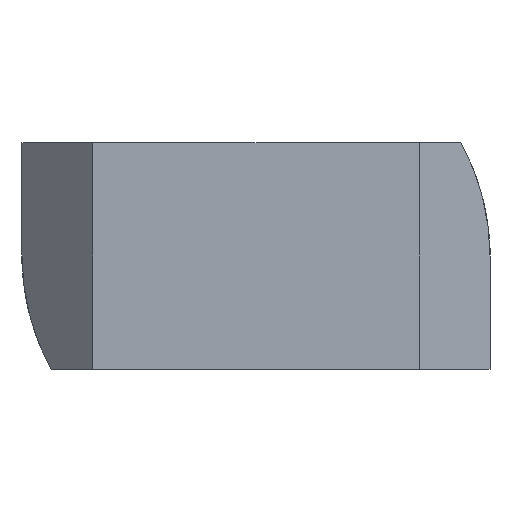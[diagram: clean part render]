
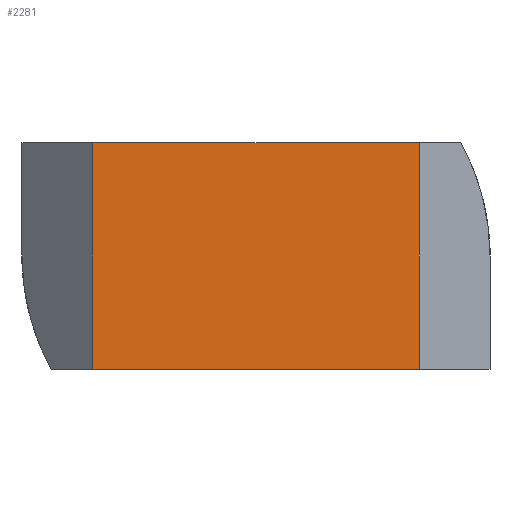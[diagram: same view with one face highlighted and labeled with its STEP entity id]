
A CAD part, front view. The second image highlights one B-rep face of the part: STEP entity #2281.
In plain terms, the highlighted planar face has unit normal (0, -1, 0).
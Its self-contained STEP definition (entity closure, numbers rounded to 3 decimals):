
#20 = VERTEX_POINT ( 'NONE', #2787 ) ;
#161 = DIRECTION ( 'NONE',  ( 1., 0., 0. ) ) ;
#235 = VECTOR ( 'NONE', #1437, 1000. ) ;
#263 = EDGE_CURVE ( 'NONE', #1779, #20, #1619, .T. ) ;
#279 = DIRECTION ( 'NONE',  ( 0., 0., -1. ) ) ;
#357 = CARTESIAN_POINT ( 'NONE',  ( 0., -6.5, 4. ) ) ;
#372 = VERTEX_POINT ( 'NONE', #1205 ) ;
#389 = ORIENTED_EDGE ( 'NONE', *, *, #263, .T. ) ;
#605 = CARTESIAN_POINT ( 'NONE',  ( 0., -6.5, -4. ) ) ;
#990 = EDGE_CURVE ( 'NONE', #20, #2222, #1703, .T. ) ;
#1098 = DIRECTION ( 'NONE',  ( 0., 0., -1. ) ) ;
#1205 = CARTESIAN_POINT ( 'NONE',  ( 5.75, -6.5, 4. ) ) ;
#1303 = PLANE ( 'NONE',  #1904 ) ;
#1401 = CARTESIAN_POINT ( 'NONE',  ( -5.75, -6.5, -4. ) ) ;
#1437 = DIRECTION ( 'NONE',  ( 1., 0., 0. ) ) ;
#1454 = CARTESIAN_POINT ( 'NONE',  ( 5.75, -6.5, -4. ) ) ;
#1532 = LINE ( 'NONE', #357, #2081 ) ;
#1619 = LINE ( 'NONE', #1401, #2763 ) ;
#1703 = LINE ( 'NONE', #605, #235 ) ;
#1779 = VERTEX_POINT ( 'NONE', #2648 ) ;
#1785 = CARTESIAN_POINT ( 'NONE',  ( -5.75, -6.5, -4. ) ) ;
#1792 = ORIENTED_EDGE ( 'NONE', *, *, #2889, .F. ) ;
#1904 = AXIS2_PLACEMENT_3D ( 'NONE', #1785, #2696, #1098 ) ;
#1915 = DIRECTION ( 'NONE',  ( 0., 0., -1. ) ) ;
#2052 = VECTOR ( 'NONE', #1915, 1000. ) ;
#2081 = VECTOR ( 'NONE', #161, 1000. ) ;
#2212 = FACE_OUTER_BOUND ( 'NONE', #2667, .T. ) ;
#2222 = VERTEX_POINT ( 'NONE', #2672 ) ;
#2226 = ORIENTED_EDGE ( 'NONE', *, *, #990, .T. ) ;
#2281 = ADVANCED_FACE ( 'NONE', ( #2212 ), #1303, .T. ) ;
#2321 = LINE ( 'NONE', #1454, #2052 ) ;
#2535 = ORIENTED_EDGE ( 'NONE', *, *, #2758, .F. ) ;
#2648 = CARTESIAN_POINT ( 'NONE',  ( -5.75, -6.5, 4. ) ) ;
#2667 = EDGE_LOOP ( 'NONE', ( #389, #2226, #2535, #1792 ) ) ;
#2672 = CARTESIAN_POINT ( 'NONE',  ( 5.75, -6.5, -4. ) ) ;
#2696 = DIRECTION ( 'NONE',  ( 0., -1., 0. ) ) ;
#2758 = EDGE_CURVE ( 'NONE', #372, #2222, #2321, .T. ) ;
#2763 = VECTOR ( 'NONE', #279, 1000. ) ;
#2787 = CARTESIAN_POINT ( 'NONE',  ( -5.75, -6.5, -4. ) ) ;
#2889 = EDGE_CURVE ( 'NONE', #1779, #372, #1532, .T. ) ;
